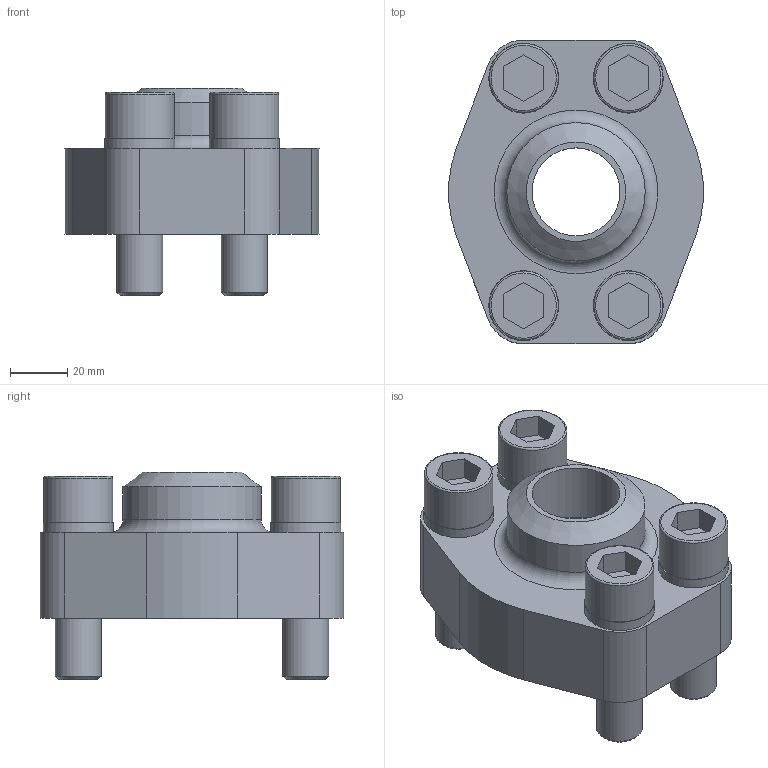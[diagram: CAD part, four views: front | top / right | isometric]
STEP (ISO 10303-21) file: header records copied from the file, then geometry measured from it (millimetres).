
FILE_DESCRIPTION(/* description */ ('STEP AP203'),/* implementation_level */ '2;1');
FILE_NAME(/* name */ 'SAE-Butt Weld Flange Connection AFSA 38-6-48.3x8.8-01',/* time_stamp */ '2025-01-21T09:31:02+01:00',/* author */ ('License CC BY-ND 4.0'),/* organization */ ('CADENAS'),/* preprocessor_version */ 'ST-DEVELOPER v19.3',/* originating_system */ 'PARTsolutions',/* authorisation */ ' ');
FILE_SCHEMA (('CONFIG_CONTROL_DESIGN'));
Length unit declared in the file: millimetre
Products named in the file (1): SAE Flanschanschluss AFSA 38-6-48.3x8.8-01
Bounding box: 88.76 x 106 x 72.5 mm (x, y, z)
Volume: 265694.7 mm3; surface area: 58809.7 mm2
Topology: 1 solids, 3 shells, 107 faces, 217 edges, 141 vertices
Faces by surface type: plane 61, cylinder 33, torus 8, cone 5
Full cylindrical faces by diameter (mm): 16 x4, 16.2 x4, 17 x4, 24 x4, 24.4 x4, 30.7 x1, 38 x1, 47.42 x2, 48.3 x1, 54.08 x2
Entity records: 3355 total; most frequent: DIRECTION 468, CARTESIAN_POINT 420, ORIENTED_EDGE 348, AXIS2_PLACEMENT_3D 186, EDGE_LOOP 178, FACE_BOUND 178, EDGE_CURVE 174, VERTEX_POINT 138
